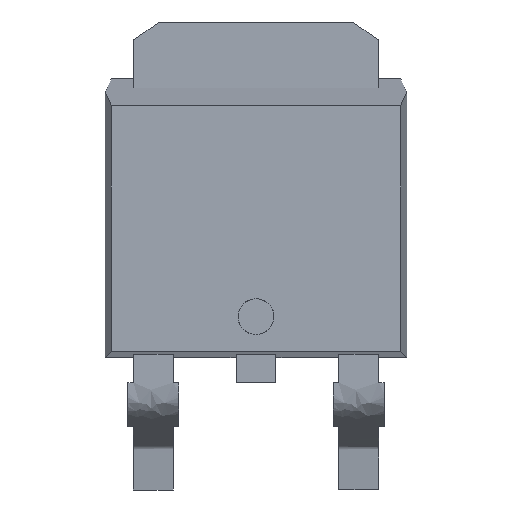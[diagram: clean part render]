
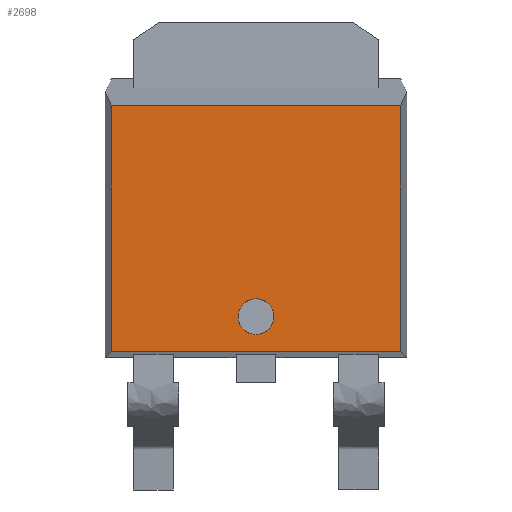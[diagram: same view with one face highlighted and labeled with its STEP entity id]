
A CAD part, top view. The second image highlights one B-rep face of the part: STEP entity #2698.
In plain terms, the highlighted free-form (B-spline) face has degree [1, 1] with [2, 2] control points.
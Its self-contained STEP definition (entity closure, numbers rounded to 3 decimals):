
#84=VERTEX_POINT('NONE',#85);
#85=CARTESIAN_POINT('',(0.,-1.8,2.39));
#91=EDGE_CURVE('NONE',#84,#92,#94,.F.);
#92=VERTEX_POINT('NONE',#93);
#93=CARTESIAN_POINT('',(-0.4,-2.2,2.39));
#94=B_SPLINE_CURVE_WITH_KNOTS('',3,(#95,#96,#97,#98,#99,#100,#101,#102,#103,#104,#105,#106,#107,#108,#109,#110),.UNSPECIFIED.,.F.,.U.,(4,1,1,1,2,2,1,2,2,4),(0.0,0.125,0.188,0.219,0.234,0.25,0.313,0.344,0.375,0.5),.UNSPECIFIED.);
#95=CARTESIAN_POINT('',(-0.4,-2.2,2.39));
#96=CARTESIAN_POINT('',(-0.4,-2.156,2.39));
#97=CARTESIAN_POINT('',(-0.39,-2.092,2.39));
#98=CARTESIAN_POINT('',(-0.361,-2.024,2.39));
#99=CARTESIAN_POINT('',(-0.342,-1.992,2.39));
#100=CARTESIAN_POINT('',(-0.333,-1.978,2.39));
#101=CARTESIAN_POINT('',(-0.327,-1.969,2.39));
#102=CARTESIAN_POINT('',(-0.324,-1.966,2.39));
#103=CARTESIAN_POINT('',(-0.302,-1.936,2.39));
#104=CARTESIAN_POINT('',(-0.272,-1.904,2.39));
#105=CARTESIAN_POINT('',(-0.238,-1.878,2.39));
#106=CARTESIAN_POINT('',(-0.214,-1.862,2.39));
#107=CARTESIAN_POINT('',(-0.203,-1.855,2.39));
#108=CARTESIAN_POINT('',(-0.129,-1.816,2.39));
#109=CARTESIAN_POINT('',(-0.067,-1.8,2.39));
#110=CARTESIAN_POINT('',(0.,-1.8,2.39));
#112=EDGE_CURVE('NONE',#92,#113,#115,.F.);
#113=VERTEX_POINT('NONE',#114);
#114=CARTESIAN_POINT('',(0.,-2.6,2.39));
#115=B_SPLINE_CURVE_WITH_KNOTS('',3,(#116,#117,#118,#119,#120,#121,#122,#123,#124,#125,#126,#127,#128,#129,#130),.UNSPECIFIED.,.F.,.U.,(4,1,2,2,1,1,2,2,4),(0.5,0.563,0.594,0.625,0.688,0.719,0.734,0.75,1.0),.UNSPECIFIED.);
#116=CARTESIAN_POINT('',(0.,-2.6,2.39));
#117=CARTESIAN_POINT('',(-0.033,-2.6,2.39));
#118=CARTESIAN_POINT('',(-0.082,-2.594,2.39));
#119=CARTESIAN_POINT('',(-0.128,-2.579,2.39));
#120=CARTESIAN_POINT('',(-0.159,-2.568,2.39));
#121=CARTESIAN_POINT('',(-0.175,-2.56,2.39));
#122=CARTESIAN_POINT('',(-0.214,-2.539,2.39));
#123=CARTESIAN_POINT('',(-0.25,-2.514,2.39));
#124=CARTESIAN_POINT('',(-0.287,-2.479,2.39));
#125=CARTESIAN_POINT('',(-0.302,-2.463,2.39));
#126=CARTESIAN_POINT('',(-0.311,-2.452,2.39));
#127=CARTESIAN_POINT('',(-0.317,-2.444,2.39));
#128=CARTESIAN_POINT('',(-0.373,-2.369,2.39));
#129=CARTESIAN_POINT('',(-0.4,-2.289,2.39));
#130=CARTESIAN_POINT('',(-0.4,-2.2,2.39));
#2508=VERTEX_POINT('NONE',#2509);
#2509=CARTESIAN_POINT('',(-3.226,-2.971,2.39));
#2516=EDGE_CURVE('NONE',#2508,#2517,#2519,.T.);
#2517=VERTEX_POINT('NONE',#2518);
#2518=CARTESIAN_POINT('',(-3.226,2.504,2.39));
#2519=LINE('',#2520,#2521);
#2520=CARTESIAN_POINT('',(-3.226,-0.151,2.39));
#2521=VECTOR('',#2522,1.0);
#2522=DIRECTION('',(0.0,1.0,0.0));
#2541=VERTEX_POINT('NONE',#2542);
#2542=CARTESIAN_POINT('',(3.226,-2.971,2.39));
#2551=VERTEX_POINT('NONE',#2552);
#2552=CARTESIAN_POINT('',(3.226,2.504,2.39));
#2559=EDGE_CURVE('NONE',#2551,#2541,#2560,.T.);
#2560=LINE('',#2561,#2562);
#2561=CARTESIAN_POINT('',(3.226,-0.151,2.39));
#2562=VECTOR('',#2563,1.0);
#2563=DIRECTION('',(0.0,-1.0,0.0));
#2698=ADVANCED_FACE('NONE',(#2699,#2742),#2758,.T.);
#2699=FACE_BOUND('NONE',#2700,.T.);
#2700=EDGE_LOOP('',(#2701,#2722,#2723,#2724));
#2701=ORIENTED_EDGE('',*,*,#2702,.T.);
#2702=EDGE_CURVE('NONE',#2703,#113,#2705,.T.);
#2703=VERTEX_POINT('NONE',#2704);
#2704=CARTESIAN_POINT('',(0.4,-2.2,2.39));
#2705=B_SPLINE_CURVE_WITH_KNOTS('',3,(#2706,#2707,#2708,#2709,#2710,#2711,#2712,#2713,#2714,#2715,#2716,#2717,#2718,#2719,#2720,#2721),.UNSPECIFIED.,.F.,.U.,(4,1,1,1,2,2,1,2,2,4),(0.0,0.125,0.188,0.219,0.234,0.25,0.313,0.344,0.375,0.5),.UNSPECIFIED.);
#2706=CARTESIAN_POINT('',(0.4,-2.2,2.39));
#2707=CARTESIAN_POINT('',(0.4,-2.244,2.39));
#2708=CARTESIAN_POINT('',(0.39,-2.308,2.39));
#2709=CARTESIAN_POINT('',(0.361,-2.376,2.39));
#2710=CARTESIAN_POINT('',(0.342,-2.408,2.39));
#2711=CARTESIAN_POINT('',(0.333,-2.422,2.39));
#2712=CARTESIAN_POINT('',(0.327,-2.431,2.39));
#2713=CARTESIAN_POINT('',(0.324,-2.434,2.39));
#2714=CARTESIAN_POINT('',(0.302,-2.464,2.39));
#2715=CARTESIAN_POINT('',(0.272,-2.496,2.39));
#2716=CARTESIAN_POINT('',(0.238,-2.522,2.39));
#2717=CARTESIAN_POINT('',(0.214,-2.538,2.39));
#2718=CARTESIAN_POINT('',(0.203,-2.545,2.39));
#2719=CARTESIAN_POINT('',(0.129,-2.584,2.39));
#2720=CARTESIAN_POINT('',(0.067,-2.6,2.39));
#2721=CARTESIAN_POINT('',(0.,-2.6,2.39));
#2722=ORIENTED_EDGE('',*,*,#112,.F.);
#2723=ORIENTED_EDGE('',*,*,#91,.F.);
#2724=ORIENTED_EDGE('',*,*,#2725,.T.);
#2725=EDGE_CURVE('NONE',#84,#2703,#2726,.T.);
#2726=B_SPLINE_CURVE_WITH_KNOTS('',3,(#2727,#2728,#2729,#2730,#2731,#2732,#2733,#2734,#2735,#2736,#2737,#2738,#2739,#2740,#2741),.UNSPECIFIED.,.F.,.U.,(4,1,2,2,1,1,2,2,4),(0.5,0.563,0.594,0.625,0.688,0.719,0.734,0.75,1.0),.UNSPECIFIED.);
#2727=CARTESIAN_POINT('',(0.,-1.8,2.39));
#2728=CARTESIAN_POINT('',(0.033,-1.8,2.39));
#2729=CARTESIAN_POINT('',(0.082,-1.806,2.39));
#2730=CARTESIAN_POINT('',(0.128,-1.821,2.39));
#2731=CARTESIAN_POINT('',(0.159,-1.832,2.39));
#2732=CARTESIAN_POINT('',(0.175,-1.84,2.39));
#2733=CARTESIAN_POINT('',(0.214,-1.861,2.39));
#2734=CARTESIAN_POINT('',(0.25,-1.886,2.39));
#2735=CARTESIAN_POINT('',(0.287,-1.921,2.39));
#2736=CARTESIAN_POINT('',(0.302,-1.937,2.39));
#2737=CARTESIAN_POINT('',(0.311,-1.948,2.39));
#2738=CARTESIAN_POINT('',(0.317,-1.956,2.39));
#2739=CARTESIAN_POINT('',(0.373,-2.031,2.39));
#2740=CARTESIAN_POINT('',(0.4,-2.111,2.39));
#2741=CARTESIAN_POINT('',(0.4,-2.2,2.39));
#2742=FACE_BOUND('NONE',#2743,.T.);
#2743=EDGE_LOOP('',(#2744,#2750,#2751,#2757));
#2744=ORIENTED_EDGE('',*,*,#2745,.T.);
#2745=EDGE_CURVE('NONE',#2508,#2541,#2746,.T.);
#2746=LINE('',#2747,#2748);
#2747=CARTESIAN_POINT('',(0.0,-2.971,2.39));
#2748=VECTOR('',#2749,1.0);
#2749=DIRECTION('',(1.0,0.0,0.0));
#2750=ORIENTED_EDGE('',*,*,#2559,.F.);
#2751=ORIENTED_EDGE('',*,*,#2752,.T.);
#2752=EDGE_CURVE('NONE',#2551,#2517,#2753,.T.);
#2753=LINE('',#2754,#2755);
#2754=CARTESIAN_POINT('',(0.0,2.504,2.39));
#2755=VECTOR('',#2756,1.0);
#2756=DIRECTION('',(-1.0,0.0,0.0));
#2757=ORIENTED_EDGE('',*,*,#2516,.F.);
#2758=B_SPLINE_SURFACE_WITH_KNOTS('',1,1,((#2759,#2760),(#2761,#2762)),.UNSPECIFIED.,.F.,.F.,.U.,(2,2),(2,2),(0.0,1.0),(0.0,1.0),.PIECEWISE_BEZIER_KNOTS.);
#2759=CARTESIAN_POINT('',(-3.226,-2.971,2.39));
#2760=CARTESIAN_POINT('',(-3.226,2.504,2.39));
#2761=CARTESIAN_POINT('',(3.226,-2.971,2.39));
#2762=CARTESIAN_POINT('',(3.226,2.504,2.39));
